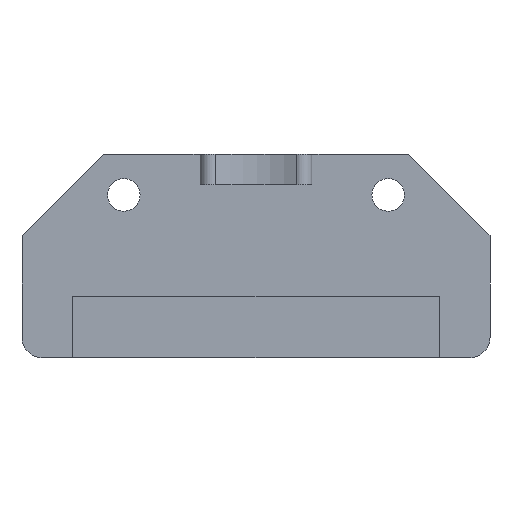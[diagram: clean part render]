
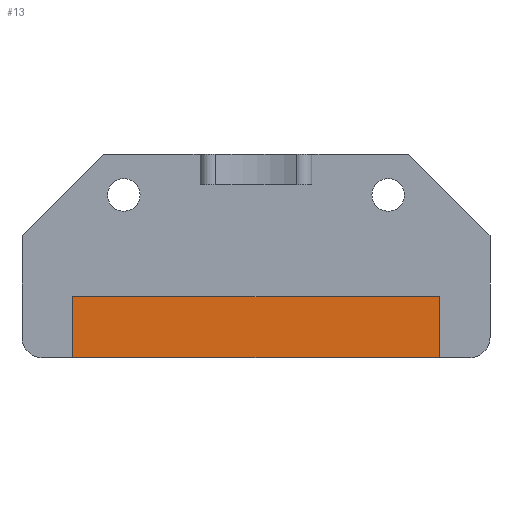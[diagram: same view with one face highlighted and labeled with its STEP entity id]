
A CAD part, front view. The second image highlights one B-rep face of the part: STEP entity #13.
In plain terms, the highlighted planar face has unit normal (0, -1, 0).
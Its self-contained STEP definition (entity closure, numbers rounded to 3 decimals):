
#12 = CARTESIAN_POINT ( 'NONE',  ( -18., -8.5, 45.5 ) ) ;
#13 = ADVANCED_FACE ( 'NONE', ( #286 ), #178, .F. ) ;
#30 = VECTOR ( 'NONE', #354, 1000. ) ;
#66 = EDGE_CURVE ( 'NONE', #253, #360, #651, .T. ) ;
#103 = CARTESIAN_POINT ( 'NONE',  ( 18., -8.5, 39.5 ) ) ;
#111 = DIRECTION ( 'NONE',  ( 0., 0., 1. ) ) ;
#128 = ORIENTED_EDGE ( 'NONE', *, *, #586, .T. ) ;
#178 = PLANE ( 'NONE',  #271 ) ;
#188 = DIRECTION ( 'NONE',  ( 1., 0., 0. ) ) ;
#203 = CARTESIAN_POINT ( 'NONE',  ( 18., -8.5, 45.5 ) ) ;
#217 = CARTESIAN_POINT ( 'NONE',  ( 18., -8.5, 39.5 ) ) ;
#232 = LINE ( 'NONE', #103, #687 ) ;
#236 = DIRECTION ( 'NONE',  ( 0., 0., 1. ) ) ;
#253 = VERTEX_POINT ( 'NONE', #203 ) ;
#271 = AXIS2_PLACEMENT_3D ( 'NONE', #816, #756, #111 ) ;
#286 = FACE_OUTER_BOUND ( 'NONE', #601, .T. ) ;
#295 = CARTESIAN_POINT ( 'NONE',  ( -18., -8.5, 45.5 ) ) ;
#330 = DIRECTION ( 'NONE',  ( -1., 0., 0. ) ) ;
#338 = EDGE_CURVE ( 'NONE', #360, #542, #433, .T. ) ;
#342 = CARTESIAN_POINT ( 'NONE',  ( -18., -8.5, 39.5 ) ) ;
#354 = DIRECTION ( 'NONE',  ( 0., 0., -1. ) ) ;
#360 = VERTEX_POINT ( 'NONE', #295 ) ;
#388 = VERTEX_POINT ( 'NONE', #217 ) ;
#422 = VECTOR ( 'NONE', #330, 1000. ) ;
#433 = LINE ( 'NONE', #342, #30 ) ;
#470 = VECTOR ( 'NONE', #188, 1000. ) ;
#483 = ORIENTED_EDGE ( 'NONE', *, *, #338, .T. ) ;
#506 = EDGE_CURVE ( 'NONE', #388, #253, #232, .T. ) ;
#542 = VERTEX_POINT ( 'NONE', #773 ) ;
#586 = EDGE_CURVE ( 'NONE', #542, #388, #629, .T. ) ;
#601 = EDGE_LOOP ( 'NONE', ( #483, #128, #753, #820 ) ) ;
#629 = LINE ( 'NONE', #642, #470 ) ;
#642 = CARTESIAN_POINT ( 'NONE',  ( -18., -8.5, 39.5 ) ) ;
#651 = LINE ( 'NONE', #12, #422 ) ;
#687 = VECTOR ( 'NONE', #236, 1000. ) ;
#753 = ORIENTED_EDGE ( 'NONE', *, *, #506, .T. ) ;
#756 = DIRECTION ( 'NONE',  ( 0., 1., 0. ) ) ;
#773 = CARTESIAN_POINT ( 'NONE',  ( -18., -8.5, 39.5 ) ) ;
#816 = CARTESIAN_POINT ( 'NONE',  ( 0., -8.5, 0. ) ) ;
#820 = ORIENTED_EDGE ( 'NONE', *, *, #66, .T. ) ;
